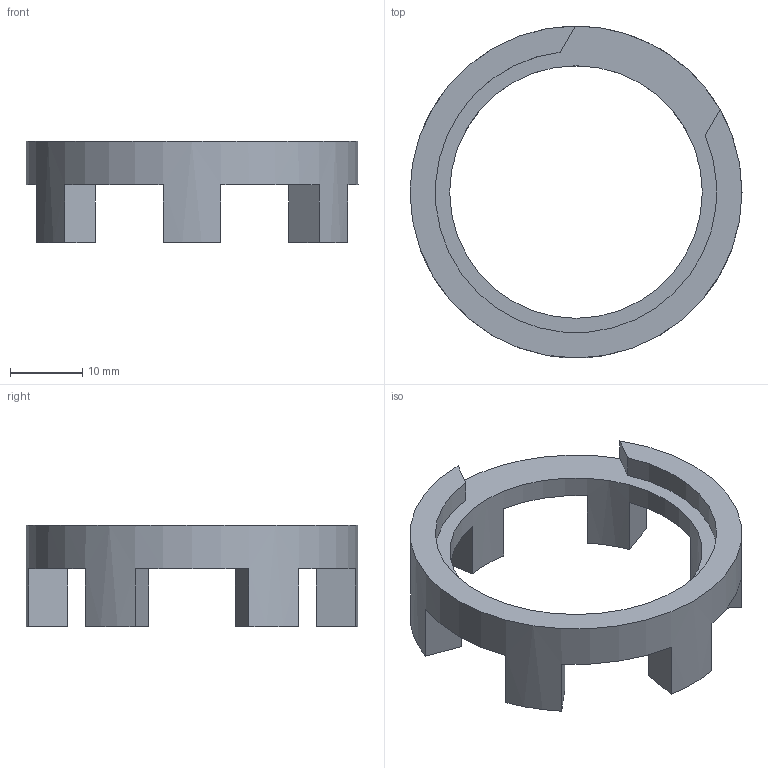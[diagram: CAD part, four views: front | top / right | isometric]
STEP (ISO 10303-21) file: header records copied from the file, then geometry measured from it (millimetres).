
FILE_DESCRIPTION(/* description */ ('CAx-IF Rec.Pracs.---Representation and Presentation of Product Manufacturing Information (PMI)---4.0---2014-10-13','CAx-IF Rec.Pracs.---3D Tessellated Geometry---0.4---2014-09-14','2;1'),/* implementation_level */ '2;1');
FILE_NAME(/* name */ 'NEWencoder_housing',/* time_stamp */ '2023-07-04T18:30:48+03:00',/* author */ (''),/* organization */ (''),/* preprocessor_version */ 'ST-DEVELOPER v16.7',/* originating_system */ $,/* authorisation */ $);
FILE_SCHEMA (('AP242_MANAGED_MODEL_BASED_3D_ENGINEERING_MIM_LF { 1 0 10303 442 20130219 1 4 }'));
Length unit declared in the file: millimetre
Products named in the file (1): NEWencoder_housing
Bounding box: 46 x 46 x 14 mm (x, y, z)
Volume: 4770.3 mm3; surface area: 4500.7 mm2
Topology: 1 solids, 1 shells, 43 faces, 112 edges, 81 vertices
Faces by surface type: plane 34, cylinder 9
Full cylindrical faces by diameter (mm): 3 x6, 35 x1, 46 x1
Entity records: 1409 total; most frequent: DIRECTION 248, CARTESIAN_POINT 239, ORIENTED_EDGE 194, AXIS2_PLACEMENT_3D 102, EDGE_CURVE 97, VERTEX_POINT 69, LINE 60, VECTOR 60
